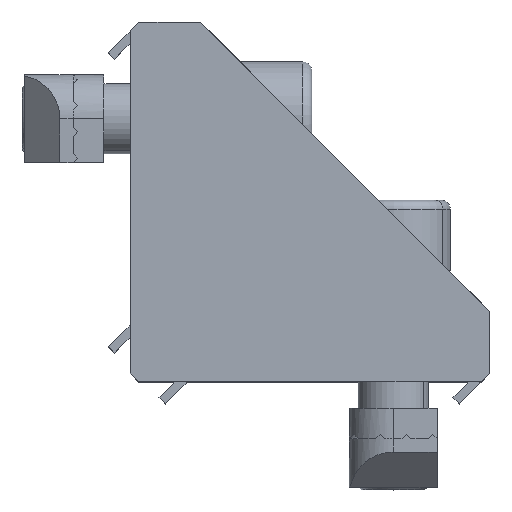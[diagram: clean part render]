
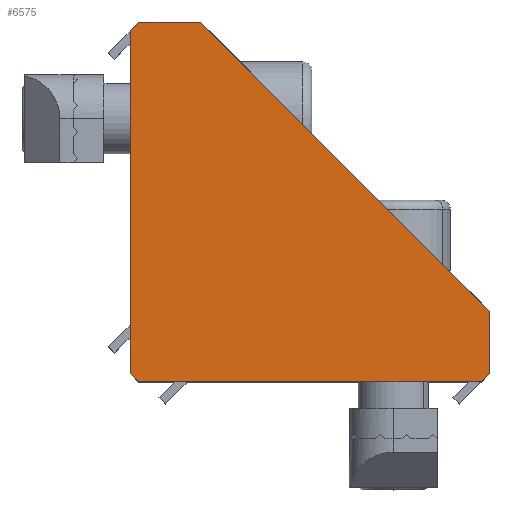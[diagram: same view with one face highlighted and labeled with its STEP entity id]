
A CAD part, top view. The second image highlights one B-rep face of the part: STEP entity #6575.
In plain terms, the highlighted planar face has unit normal (0, 0, 1).
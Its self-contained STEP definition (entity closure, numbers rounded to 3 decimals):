
#105 = VECTOR ( 'NONE', #1457, 1000. ) ;
#108 = LINE ( 'NONE', #1482, #105 ) ;
#295 = CARTESIAN_POINT ( 'NONE',  ( -22.698, 27.283, 26.606 ) ) ;
#432 = CARTESIAN_POINT ( 'NONE',  ( 17.302, -5.717, 26.606 ) ) ;
#443 = DIRECTION ( 'NONE',  ( 0., -1., 0. ) ) ;
#588 = CARTESIAN_POINT ( 'NONE',  ( -23.698, -13.717, 26.606 ) ) ;
#595 = PLANE ( 'NONE',  #6123 ) ;
#597 = DIRECTION ( 'NONE',  ( 0., 0., -1. ) ) ;
#598 = DIRECTION ( 'NONE',  ( 1., 0., 0. ) ) ;
#766 = DIRECTION ( 'NONE',  ( 1., 0., 0. ) ) ;
#767 = CARTESIAN_POINT ( 'NONE',  ( -22.698, 27.283, 26.606 ) ) ;
#781 = DIRECTION ( 'NONE',  ( 0.707, 0.707, 0. ) ) ;
#785 = CARTESIAN_POINT ( 'NONE',  ( -23.698, 26.283, 26.606 ) ) ;
#1386 = CARTESIAN_POINT ( 'NONE',  ( -22.698, -13.717, 26.606 ) ) ;
#1389 = DIRECTION ( 'NONE',  ( 0.707, -0.707, 0. ) ) ;
#1457 = DIRECTION ( 'NONE',  ( -1., 0., 0. ) ) ;
#1459 = CARTESIAN_POINT ( 'NONE',  ( -15.698, 27.283, 26.606 ) ) ;
#1460 = DIRECTION ( 'NONE',  ( 0.707, -0.707, 0. ) ) ;
#1482 = CARTESIAN_POINT ( 'NONE',  ( 16.302, -13.717, 26.606 ) ) ;
#1632 = FACE_OUTER_BOUND ( 'NONE', #4941, .T. ) ;
#1901 = VECTOR ( 'NONE', #766, 1000. ) ;
#1904 = LINE ( 'NONE', #767, #1901 ) ;
#1911 = VECTOR ( 'NONE', #781, 1000. ) ;
#1914 = LINE ( 'NONE', #785, #1911 ) ;
#2136 = CARTESIAN_POINT ( 'NONE',  ( -23.698, -12.717, 26.606 ) ) ;
#2149 = CARTESIAN_POINT ( 'NONE',  ( -22.698, -13.717, 26.606 ) ) ;
#2157 = CARTESIAN_POINT ( 'NONE',  ( 17.302, -5.717, 26.606 ) ) ;
#2281 = EDGE_CURVE ( 'NONE', #5047, #4845, #3942, .T. ) ;
#2289 = EDGE_CURVE ( 'NONE', #4944, #4906, #3934, .T. ) ;
#2326 = EDGE_CURVE ( 'NONE', #4876, #4727, #6214, .T. ) ;
#2355 = EDGE_CURVE ( 'NONE', #5047, #4816, #6264, .T. ) ;
#2375 = EDGE_CURVE ( 'NONE', #4906, #4816, #108, .T. ) ;
#2912 = ORIENTED_EDGE ( 'NONE', *, *, #4226, .F. ) ;
#2915 = ORIENTED_EDGE ( 'NONE', *, *, #2326, .F. ) ;
#2916 = ORIENTED_EDGE ( 'NONE', *, *, #4231, .F. ) ;
#2917 = ORIENTED_EDGE ( 'NONE', *, *, #4054, .F. ) ;
#2921 = ORIENTED_EDGE ( 'NONE', *, *, #2375, .F. ) ;
#2927 = ORIENTED_EDGE ( 'NONE', *, *, #2289, .F. ) ;
#2931 = ORIENTED_EDGE ( 'NONE', *, *, #2355, .T. ) ;
#2944 = ORIENTED_EDGE ( 'NONE', *, *, #2281, .F. ) ;
#3449 = LINE ( 'NONE', #432, #3457 ) ;
#3457 = VECTOR ( 'NONE', #443, 1000. ) ;
#3923 = VECTOR ( 'NONE', #5735, 1000. ) ;
#3934 = LINE ( 'NONE', #5784, #3923 ) ;
#3939 = VECTOR ( 'NONE', #5798, 1000. ) ;
#3942 = LINE ( 'NONE', #5805, #3939 ) ;
#4054 = EDGE_CURVE ( 'NONE', #4727, #4944, #3449, .T. ) ;
#4226 = EDGE_CURVE ( 'NONE', #4845, #4556, #1914, .T. ) ;
#4231 = EDGE_CURVE ( 'NONE', #4556, #4876, #1904, .T. ) ;
#4414 = CARTESIAN_POINT ( 'NONE',  ( 16.302, -13.717, 26.606 ) ) ;
#4420 = CARTESIAN_POINT ( 'NONE',  ( -23.698, 26.283, 26.606 ) ) ;
#4440 = CARTESIAN_POINT ( 'NONE',  ( -15.698, 27.283, 26.606 ) ) ;
#4556 = VERTEX_POINT ( 'NONE', #295 ) ;
#4727 = VERTEX_POINT ( 'NONE', #2157 ) ;
#4816 = VERTEX_POINT ( 'NONE', #2149 ) ;
#4845 = VERTEX_POINT ( 'NONE', #4420 ) ;
#4876 = VERTEX_POINT ( 'NONE', #4440 ) ;
#4906 = VERTEX_POINT ( 'NONE', #4414 ) ;
#4941 = EDGE_LOOP ( 'NONE', ( #2944, #2931, #2921, #2927, #2917, #2915, #2916, #2912 ) ) ;
#4944 = VERTEX_POINT ( 'NONE', #6442 ) ;
#5047 = VERTEX_POINT ( 'NONE', #2136 ) ;
#5735 = DIRECTION ( 'NONE',  ( -0.707, -0.707, 0. ) ) ;
#5784 = CARTESIAN_POINT ( 'NONE',  ( 17.302, -12.717, 26.606 ) ) ;
#5798 = DIRECTION ( 'NONE',  ( 0., 1., 0. ) ) ;
#5805 = CARTESIAN_POINT ( 'NONE',  ( -23.698, 26.283, 26.606 ) ) ;
#6123 = AXIS2_PLACEMENT_3D ( 'NONE', #588, #597, #598 ) ;
#6210 = VECTOR ( 'NONE', #1460, 1000. ) ;
#6214 = LINE ( 'NONE', #1459, #6210 ) ;
#6264 = LINE ( 'NONE', #1386, #6267 ) ;
#6267 = VECTOR ( 'NONE', #1389, 1000. ) ;
#6442 = CARTESIAN_POINT ( 'NONE',  ( 17.302, -12.717, 26.606 ) ) ;
#6575 = ADVANCED_FACE ( 'NONE', ( #1632 ), #595, .F. ) ;
